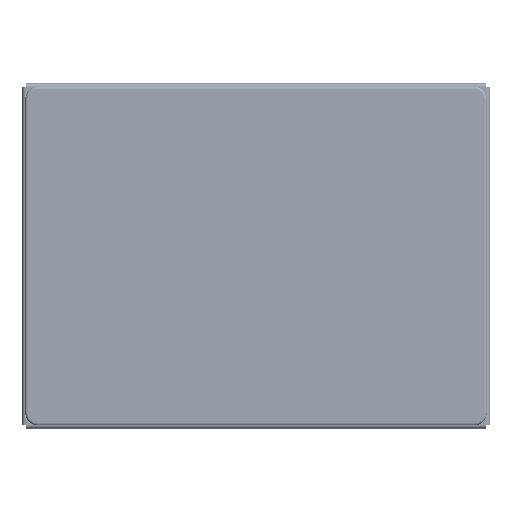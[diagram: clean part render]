
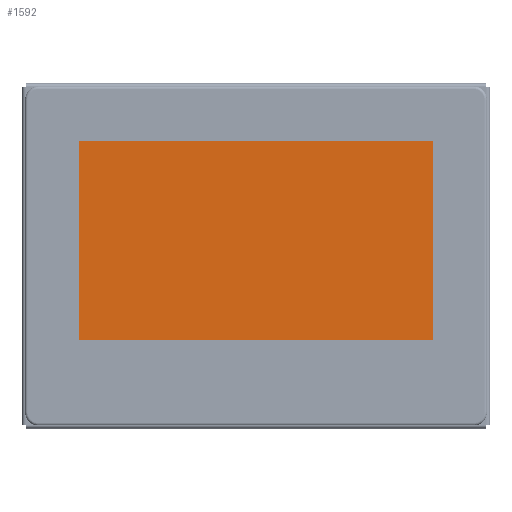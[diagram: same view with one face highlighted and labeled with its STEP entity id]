
A CAD part, top view. The second image highlights one B-rep face of the part: STEP entity #1592.
In plain terms, the highlighted planar face has unit normal (0, 0, 1).
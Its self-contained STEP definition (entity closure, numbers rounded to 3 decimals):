
#722=DIRECTION('',(1.,0.,0.));
#723=VECTOR('',#722,478.2);
#724=CARTESIAN_POINT('',(-283.93,155.1,5.15));
#725=LINE('',#724,#723);
#729=DIRECTION('',(0.,-1.,0.));
#730=VECTOR('',#729,269.3);
#731=CARTESIAN_POINT('',(194.27,155.1,5.15));
#732=LINE('',#731,#730);
#736=DIRECTION('',(-1.,0.,0.));
#737=VECTOR('',#736,478.2);
#738=CARTESIAN_POINT('',(194.27,-114.2,5.15));
#739=LINE('',#738,#737);
#743=DIRECTION('',(0.,1.,0.));
#744=VECTOR('',#743,269.3);
#745=CARTESIAN_POINT('',(-283.93,-114.2,5.15));
#746=LINE('',#745,#744);
#883=CARTESIAN_POINT('',(-283.93,155.1,5.15));
#884=CARTESIAN_POINT('',(194.27,155.1,5.15));
#885=VERTEX_POINT('',#883);
#886=VERTEX_POINT('',#884);
#887=CARTESIAN_POINT('',(194.27,-114.2,5.15));
#888=VERTEX_POINT('',#887);
#889=CARTESIAN_POINT('',(-283.93,-114.2,5.15));
#890=VERTEX_POINT('',#889);
#1578=CARTESIAN_POINT('',(-44.83,0.,5.15));
#1579=DIRECTION('',(0.,0.,-1.));
#1580=DIRECTION('',(-1.,0.,0.));
#1581=AXIS2_PLACEMENT_3D('',#1578,#1579,#1580);
#1582=PLANE('',#1581);
#1583=ORIENTED_EDGE('',*,*,#1568,.T.);
#1585=ORIENTED_EDGE('',*,*,#1584,.T.);
#1587=ORIENTED_EDGE('',*,*,#1586,.T.);
#1589=ORIENTED_EDGE('',*,*,#1588,.T.);
#1590=EDGE_LOOP('',(#1583,#1585,#1587,#1589));
#1591=FACE_OUTER_BOUND('',#1590,.F.);
#1592=ADVANCED_FACE('',(#1591),#1582,.F.);
#1568=EDGE_CURVE('',#885,#886,#725,.T.);
#1584=EDGE_CURVE('',#886,#888,#732,.T.);
#1586=EDGE_CURVE('',#888,#890,#739,.T.);
#1588=EDGE_CURVE('',#890,#885,#746,.T.);
